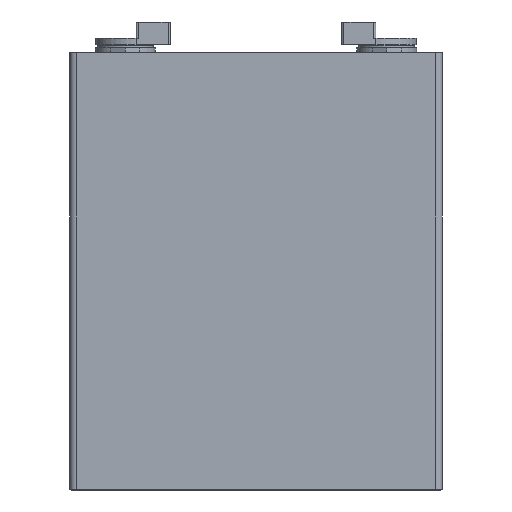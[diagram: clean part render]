
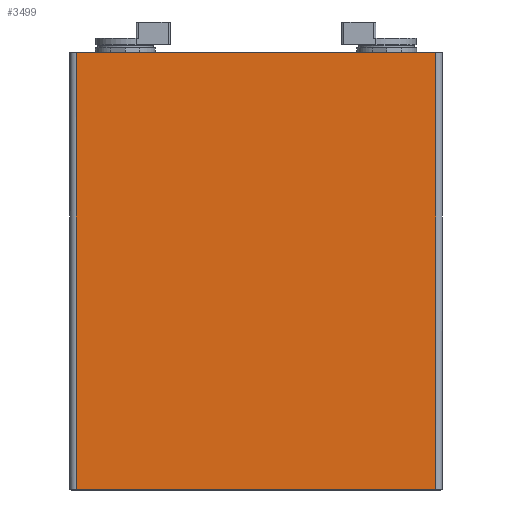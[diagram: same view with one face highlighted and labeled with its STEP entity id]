
A CAD part, left-side view. The second image highlights one B-rep face of the part: STEP entity #3499.
In plain terms, the highlighted free-form (B-spline) face has degree [1, 1] with [2, 2] control points.
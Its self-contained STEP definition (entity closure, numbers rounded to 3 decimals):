
#3279 = VERTEX_POINT('',#3280);
#3280 = CARTESIAN_POINT('',(-51.264,117.978,
    286.519));
#3286 = EDGE_CURVE('',#3279,#3287,#3289,.T.);
#3287 = VERTEX_POINT('',#3288);
#3288 = CARTESIAN_POINT('',(-51.264,-117.978,
    286.519));
#3289 = B_SPLINE_CURVE_WITH_KNOTS('',1,(#3290,#3291),.UNSPECIFIED.,.F.,
  .F.,(2,2),(0.,168.),.PIECEWISE_BEZIER_KNOTS.);
#3290 = CARTESIAN_POINT('',(-51.264,117.978,
    286.519));
#3291 = CARTESIAN_POINT('',(-51.264,-117.978,
    286.519));
#3480 = VERTEX_POINT('',#3481);
#3481 = CARTESIAN_POINT('',(-51.264,117.978,0.));
#3487 = EDGE_CURVE('',#3480,#3279,#3488,.T.);
#3488 = B_SPLINE_CURVE_WITH_KNOTS('',1,(#3489,#3490),.UNSPECIFIED.,.F.,
  .F.,(2,2),(0.,204.),.PIECEWISE_BEZIER_KNOTS.);
#3489 = CARTESIAN_POINT('',(-51.264,117.978,0.));
#3490 = CARTESIAN_POINT('',(-51.264,117.978,
    286.519));
#3499 = ADVANCED_FACE('',(#3500),#3516,.T.);
#3500 = FACE_BOUND('',#3501,.T.);
#3501 = EDGE_LOOP('',(#3502,#3503,#3510,#3515));
#3502 = ORIENTED_EDGE('',*,*,#3487,.F.);
#3503 = ORIENTED_EDGE('',*,*,#3504,.T.);
#3504 = EDGE_CURVE('',#3480,#3505,#3507,.T.);
#3505 = VERTEX_POINT('',#3506);
#3506 = CARTESIAN_POINT('',(-51.264,-117.978,0.));
#3507 = B_SPLINE_CURVE_WITH_KNOTS('',1,(#3508,#3509),.UNSPECIFIED.,.F.,
  .F.,(2,2),(0.,168.),.PIECEWISE_BEZIER_KNOTS.);
#3508 = CARTESIAN_POINT('',(-51.264,117.978,0.));
#3509 = CARTESIAN_POINT('',(-51.264,-117.978,0.));
#3510 = ORIENTED_EDGE('',*,*,#3511,.T.);
#3511 = EDGE_CURVE('',#3505,#3287,#3512,.T.);
#3512 = B_SPLINE_CURVE_WITH_KNOTS('',1,(#3513,#3514),.UNSPECIFIED.,.F.,
  .F.,(2,2),(0.,204.),.PIECEWISE_BEZIER_KNOTS.);
#3513 = CARTESIAN_POINT('',(-51.264,-117.978,0.));
#3514 = CARTESIAN_POINT('',(-51.264,-117.978,
    286.519));
#3515 = ORIENTED_EDGE('',*,*,#3286,.F.);
#3516 = B_SPLINE_SURFACE_WITH_KNOTS('',1,1,(
    (#3517,#3518)
    ,(#3519,#3520
    )),.UNSPECIFIED.,.F.,.F.,.F.,(2,2),(2,2),(3.,171.),(0.,204.),
  .PIECEWISE_BEZIER_KNOTS.);
#3517 = CARTESIAN_POINT('',(-51.264,117.978,0.));
#3518 = CARTESIAN_POINT('',(-51.264,117.978,
    286.519));
#3519 = CARTESIAN_POINT('',(-51.264,-117.978,0.));
#3520 = CARTESIAN_POINT('',(-51.264,-117.978,
    286.519));
